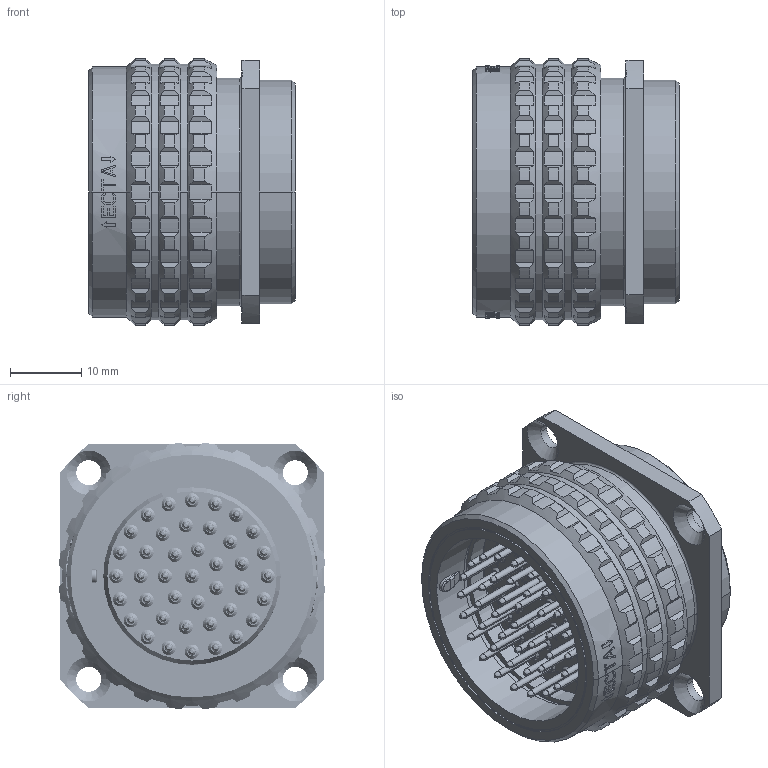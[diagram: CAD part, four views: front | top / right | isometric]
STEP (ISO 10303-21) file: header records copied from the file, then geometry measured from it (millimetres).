
FILE_DESCRIPTION((''),'2;1');
FILE_NAME('1332MESV541MS','2024-08-02T10:53:08',('paultorloting'),('NET AG system integration'),'CREO PARAMETRIC BY PTC INC, 2021404','CREO PARAMETRIC BY PTC INC, 2021404','');
FILE_SCHEMA(('AUTOMOTIVE_DESIGN { 1 0 10303 214 1 1 1 1 }'));
Length unit declared in the file: millimetre
Products named in the file (1): 1332MESV541MS
Bounding box: 29 x 37.38 x 37.38 mm (x, y, z)
Volume: 15841.3 mm3; surface area: 17949.4 mm2
Topology: 1 solids, 2 shells, 4830 faces, 13321 edges, 8675 vertices
Faces by surface type: plane 2756, cylinder 1309, cone 296, bspline 246, extrusion 164, torus 47, sphere 12
Entity records: 213642 total; most frequent: CARTESIAN_POINT 59061, ORIENTED_EDGE 26638, DIRECTION 23369, EDGE_CURVE 13319, VERTEX_POINT 8675, AXIS2_PLACEMENT_3D 7896, VECTOR 7574, LINE 7410
